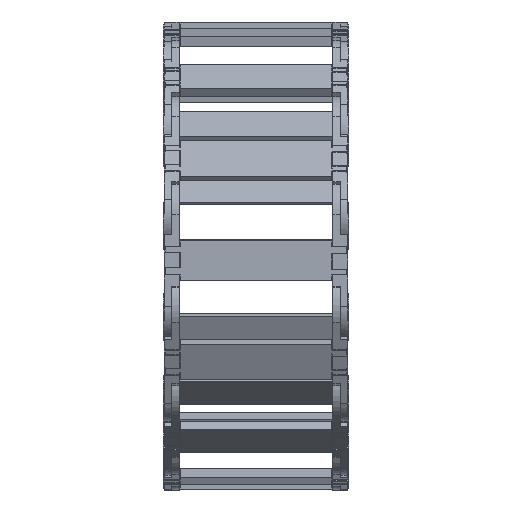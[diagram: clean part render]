
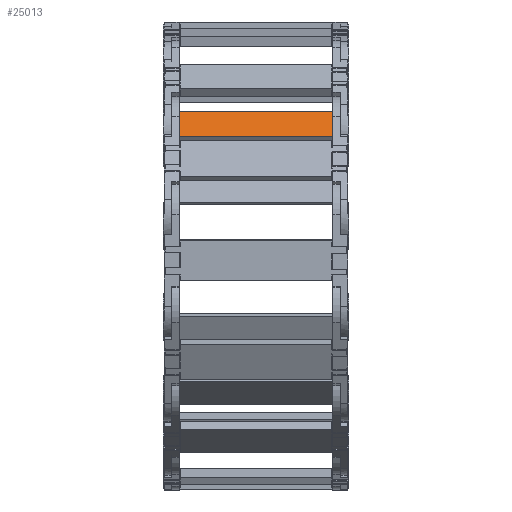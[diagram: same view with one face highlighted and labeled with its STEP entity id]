
A CAD part, left-side view. The second image highlights one B-rep face of the part: STEP entity #25013.
In plain terms, the highlighted planar face has unit normal (-0.615, 0, 0.788).
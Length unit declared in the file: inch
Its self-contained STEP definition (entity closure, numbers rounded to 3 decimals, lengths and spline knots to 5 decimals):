
#8221 = CARTESIAN_POINT ( 'NONE',  ( -27.37477, 1.51583, 6.79239 ) ) ;
#10235 = VECTOR ( 'NONE', #13963, 39.37008 ) ;
#10950 = CARTESIAN_POINT ( 'NONE',  ( -27.99561, 1.51583, 6.30808 ) ) ;
#11691 = CARTESIAN_POINT ( 'NONE',  ( -27.37477, 0.00012, 6.79239 ) ) ;
#13628 = DIRECTION ( 'NONE',  ( 0.615, 0., -0.788 ) ) ;
#13841 = VERTEX_POINT ( 'NONE', #64834 ) ;
#13963 = DIRECTION ( 'NONE',  ( -0.788, 0., -0.615 ) ) ;
#14458 = LINE ( 'NONE', #8221, #74949 ) ;
#20209 = LINE ( 'NONE', #37307, #10235 ) ;
#20462 = VECTOR ( 'NONE', #75938, 39.37008 ) ;
#20652 = CARTESIAN_POINT ( 'NONE',  ( -27.68519, 1.51583, 6.55024 ) ) ;
#22263 = LINE ( 'NONE', #10950, #20462 ) ;
#24073 = CARTESIAN_POINT ( 'NONE',  ( -27.68519, 0.00012, 6.55024 ) ) ;
#25013 = ADVANCED_FACE ( 'NONE', ( #26474 ), #73955, .F. ) ;
#25127 = EDGE_LOOP ( 'NONE', ( #30953, #72293, #41180, #40773 ) ) ;
#26077 = VERTEX_POINT ( 'NONE', #65794 ) ;
#26474 = FACE_OUTER_BOUND ( 'NONE', #25127, .T. ) ;
#28194 = CARTESIAN_POINT ( 'NONE',  ( -27.99561, 3.0315, 6.30808 ) ) ;
#29124 = DIRECTION ( 'NONE',  ( -0.788, 0., -0.615 ) ) ;
#29787 = VECTOR ( 'NONE', #29124, 39.37008 ) ;
#30953 = ORIENTED_EDGE ( 'NONE', *, *, #44376, .T. ) ;
#31490 = EDGE_CURVE ( 'NONE', #13841, #76129, #22263, .T. ) ;
#35335 = EDGE_CURVE ( 'NONE', #60056, #13841, #59436, .T. ) ;
#37307 = CARTESIAN_POINT ( 'NONE',  ( -27.68519, 3.0315, 6.55024 ) ) ;
#38453 = AXIS2_PLACEMENT_3D ( 'NONE', #20652, #13628, #38522 ) ;
#38522 = DIRECTION ( 'NONE',  ( 0., -1., 0. ) ) ;
#40773 = ORIENTED_EDGE ( 'NONE', *, *, #46597, .T. ) ;
#41180 = ORIENTED_EDGE ( 'NONE', *, *, #35335, .F. ) ;
#44376 = EDGE_CURVE ( 'NONE', #26077, #76129, #20209, .T. ) ;
#46597 = EDGE_CURVE ( 'NONE', #60056, #26077, #14458, .T. ) ;
#59436 = LINE ( 'NONE', #24073, #29787 ) ;
#60056 = VERTEX_POINT ( 'NONE', #11691 ) ;
#64834 = CARTESIAN_POINT ( 'NONE',  ( -27.99561, 0.00012, 6.30808 ) ) ;
#65794 = CARTESIAN_POINT ( 'NONE',  ( -27.37477, 3.0315, 6.79239 ) ) ;
#67367 = DIRECTION ( 'NONE',  ( 0., 1., 0. ) ) ;
#72293 = ORIENTED_EDGE ( 'NONE', *, *, #31490, .F. ) ;
#73955 = PLANE ( 'NONE',  #38453 ) ;
#74949 = VECTOR ( 'NONE', #67367, 39.37008 ) ;
#75938 = DIRECTION ( 'NONE',  ( 0., 1., 0. ) ) ;
#76129 = VERTEX_POINT ( 'NONE', #28194 ) ;
